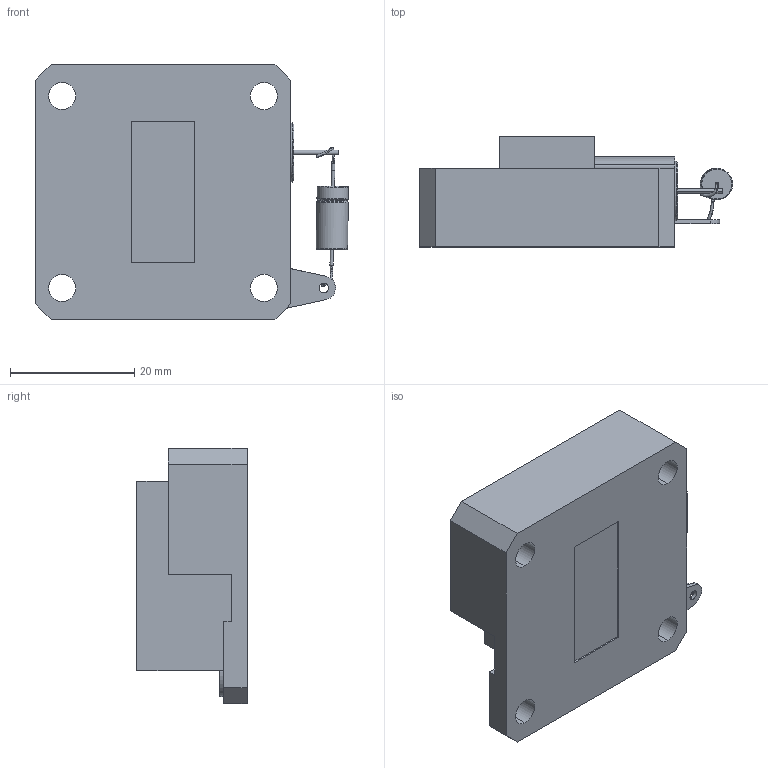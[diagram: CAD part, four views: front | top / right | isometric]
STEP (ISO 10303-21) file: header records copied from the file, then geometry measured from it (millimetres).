
FILE_DESCRIPTION (( 'STEP AP203' ), '1' );
FILE_NAME ('SOV-94202210-90-G1.STEP', '2019-04-03T17:42:35', ( '' ), ( '' ), 'SwSTEP 2.0', 'SolidWorks 2016', '' );
FILE_SCHEMA (( 'CONFIG_CONTROL_DESIGN' ));
Length unit declared in the file: inch
Products named in the file (1): SOV-94202210-90-G1
Bounding box: 50.47 x 17.78 x 41.15 mm (x, y, z)
Volume: 17993.7 mm3; surface area: 6526 mm2
Topology: 4 solids, 4 shells, 102 faces, 242 edges, 154 vertices
Faces by surface type: plane 45, cylinder 35, torus 12, cone 6, bspline 4
Entity records: 3385 total; most frequent: CARTESIAN_POINT 885, DIRECTION 522, ORIENTED_EDGE 484, EDGE_CURVE 242, AXIS2_PLACEMENT_3D 195, VERTEX_POINT 154, LINE 132, VECTOR 132
